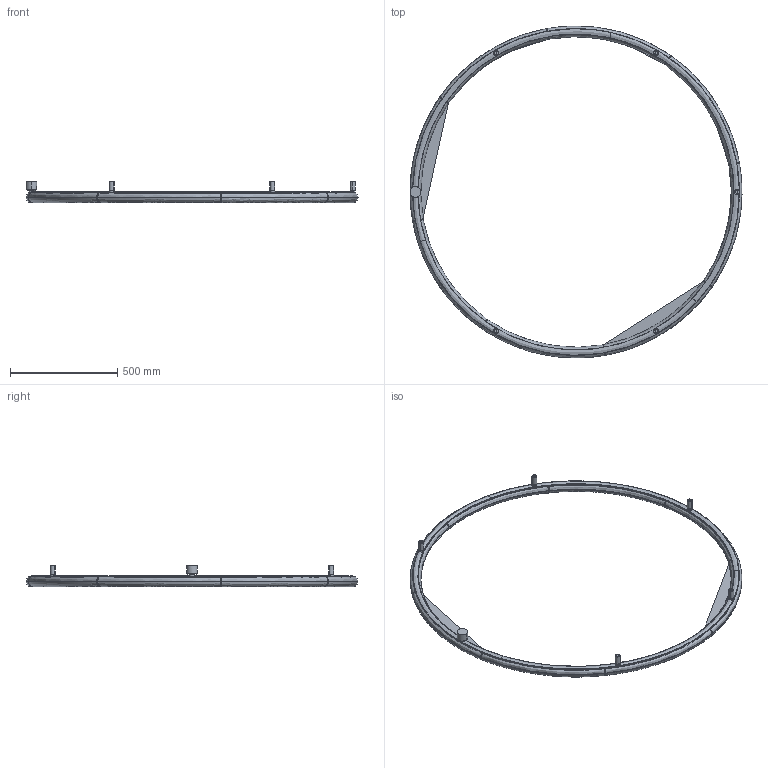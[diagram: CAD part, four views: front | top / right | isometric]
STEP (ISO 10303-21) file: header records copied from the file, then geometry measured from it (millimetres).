
FILE_DESCRIPTION(/* description */ (''),/* implementation_level */ '2;1');
FILE_NAME(/* name */ 'Alphabet_of_Light_circular_semi rec_155',/* time_stamp */ '2020-07-21T15:17:30+02:00',/* author */ (''),/* organization */ (''),/* preprocessor_version */ 'ST-DEVELOPER v15',/* originating_system */ '',/* authorisation */ '');
FILE_SCHEMA (('AUTOMOTIVE_DESIGN'));
Length unit declared in the file: millimetre
Products named in the file (1): Document
Bounding box: 1549.96 x 1549.8 x 100.25 mm (x, y, z)
Surface area: 897872.4 mm2 (no closed solid volume)
Topology: 0 solids, 30 shells, 576 faces, 2057 edges, 1454 vertices
Faces by surface type: bspline 319, plane 257
Entity records: 32523 total; most frequent: CARTESIAN_POINT 21632, ORIENTED_EDGE 3388, EDGE_CURVE 2057, VERTEX_POINT 1454, B_SPLINE_CURVE_WITH_KNOTS 1290, EDGE_LOOP 591, ADVANCED_FACE 576, FACE_OUTER_BOUND 576
